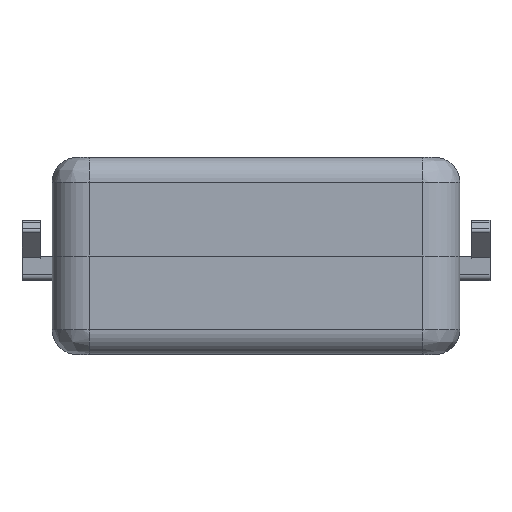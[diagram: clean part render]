
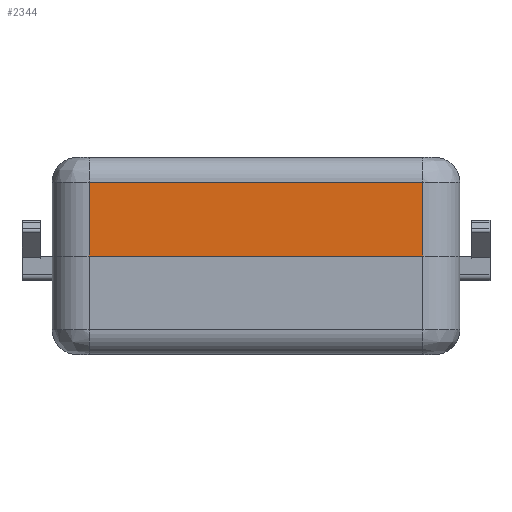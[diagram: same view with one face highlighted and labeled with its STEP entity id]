
A CAD part, front view. The second image highlights one B-rep face of the part: STEP entity #2344.
In plain terms, the highlighted planar face has unit normal (0, -1, 0).
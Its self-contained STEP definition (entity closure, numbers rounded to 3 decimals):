
#2344 = ADVANCED_FACE( '', ( #5293 ), #5294, .F. );
#5293 = FACE_OUTER_BOUND( '', #7596, .T. );
#5294 = PLANE( '', #7597 );
#7596 = EDGE_LOOP( '', ( #11561, #11562, #11563, #11564 ) );
#7597 = AXIS2_PLACEMENT_3D( '', #11565, #11566, #11567 );
#11561 = ORIENTED_EDGE( '', *, *, #18630, .F. );
#11562 = ORIENTED_EDGE( '', *, *, #18717, .T. );
#11563 = ORIENTED_EDGE( '', *, *, #18718, .T. );
#11564 = ORIENTED_EDGE( '', *, *, #18719, .T. );
#11565 = CARTESIAN_POINT( '', ( -16.55, -26.65, 8. ) );
#11566 = DIRECTION( '', ( 0., 1., 0. ) );
#11567 = DIRECTION( '', ( 0., 0., 1. ) );
#18630 = EDGE_CURVE( '', #21752, #21754, #21755, .T. );
#18717 = EDGE_CURVE( '', #21752, #21920, #21921, .T. );
#18718 = EDGE_CURVE( '', #21920, #21922, #21923, .T. );
#18719 = EDGE_CURVE( '', #21922, #21754, #21924, .F. );
#21752 = VERTEX_POINT( '', #25920 );
#21754 = VERTEX_POINT( '', #25922 );
#21755 = LINE( '', #25923, #25924 );
#21920 = VERTEX_POINT( '', #26165 );
#21921 = LINE( '', #26166, #26167 );
#21922 = VERTEX_POINT( '', #26168 );
#21923 = LINE( '', #26169, #26170 );
#21924 = LINE( '', #26171, #26172 );
#25920 = CARTESIAN_POINT( '', ( -13.55, -26.65, 8. ) );
#25922 = CARTESIAN_POINT( '', ( 13.55, -26.65, 8. ) );
#25923 = CARTESIAN_POINT( '', ( -16.55, -26.65, 8. ) );
#25924 = VECTOR( '', #30409, 1000. );
#26165 = CARTESIAN_POINT( '', ( -13.55, -26.65, 2. ) );
#26166 = CARTESIAN_POINT( '', ( -13.55, -26.65, 8. ) );
#26167 = VECTOR( '', #30516, 1000. );
#26168 = CARTESIAN_POINT( '', ( 13.55, -26.65, 2. ) );
#26169 = CARTESIAN_POINT( '', ( -16.55, -26.65, 2. ) );
#26170 = VECTOR( '', #30517, 1000. );
#26171 = CARTESIAN_POINT( '', ( 13.55, -26.65, 8. ) );
#26172 = VECTOR( '', #30518, 1000. );
#30409 = DIRECTION( '', ( 1., 0., 0. ) );
#30516 = DIRECTION( '', ( 0., 0., -1. ) );
#30517 = DIRECTION( '', ( 1., 0., 0. ) );
#30518 = DIRECTION( '', ( 0., 0., -1. ) );
